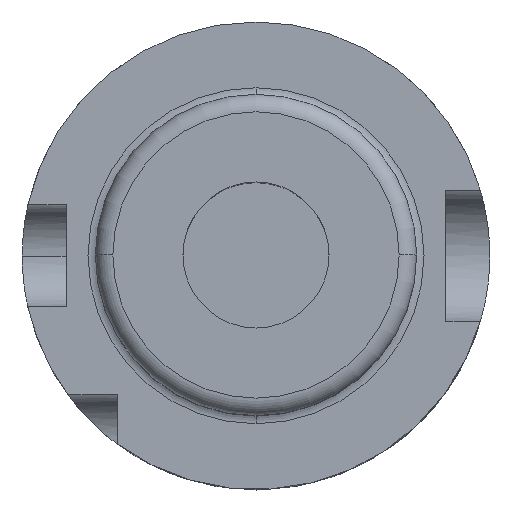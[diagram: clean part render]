
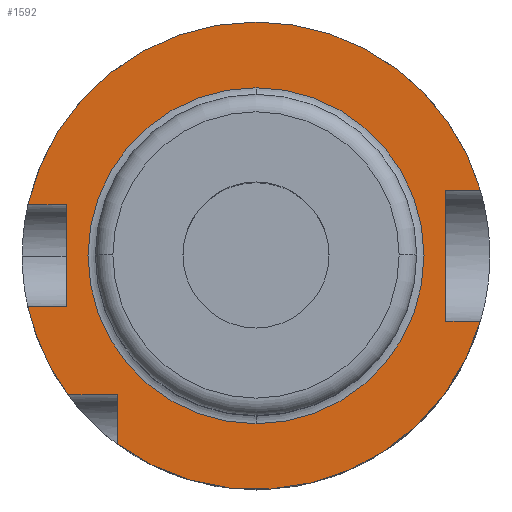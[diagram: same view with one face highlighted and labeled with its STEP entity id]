
A CAD part, top view. The second image highlights one B-rep face of the part: STEP entity #1592.
In plain terms, the highlighted planar face has unit normal (0, 0, 1).
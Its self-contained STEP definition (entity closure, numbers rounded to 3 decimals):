
#105 = CIRCLE ( 'NONE', #3302, 16. ) ;
#182 = CIRCLE ( 'NONE', #1412, 11.5 ) ;
#197 = EDGE_LOOP ( 'NONE', ( #2753, #1328, #3264, #3508, #2032, #310, #1398, #1333, #2339, #1232, #1898, #313 ) ) ;
#232 = CARTESIAN_POINT ( 'NONE',  ( 0., 0., 20. ) ) ;
#276 = EDGE_CURVE ( 'NONE', #2069, #2431, #1546, .T. ) ;
#278 = DIRECTION ( 'NONE',  ( 0., 0., -1. ) ) ;
#310 = ORIENTED_EDGE ( 'NONE', *, *, #3540, .T. ) ;
#313 = ORIENTED_EDGE ( 'NONE', *, *, #2612, .F. ) ;
#335 = VECTOR ( 'NONE', #2446, 1000. ) ;
#337 = CARTESIAN_POINT ( 'NONE',  ( -9.5, 16., 20. ) ) ;
#390 = VECTOR ( 'NONE', #3431, 1000. ) ;
#394 = DIRECTION ( 'NONE',  ( 0., -1., 0. ) ) ;
#420 = CIRCLE ( 'NONE', #3250, 16. ) ;
#622 = VERTEX_POINT ( 'NONE', #2172 ) ;
#623 = EDGE_CURVE ( 'NONE', #3219, #3135, #2749, .T. ) ;
#653 = DIRECTION ( 'NONE',  ( 1., 0., 0. ) ) ;
#658 = VECTOR ( 'NONE', #1963, 1000. ) ;
#677 = CARTESIAN_POINT ( 'NONE',  ( -23., 3.5, 20. ) ) ;
#694 = CIRCLE ( 'NONE', #1803, 16. ) ;
#729 = DIRECTION ( 'NONE',  ( 1., 0., 0. ) ) ;
#738 = EDGE_CURVE ( 'NONE', #1382, #3135, #3616, .T. ) ;
#790 = CARTESIAN_POINT ( 'NONE',  ( 0., 0., 20. ) ) ;
#906 = VERTEX_POINT ( 'NONE', #2916 ) ;
#957 = ORIENTED_EDGE ( 'NONE', *, *, #2712, .T. ) ;
#963 = CARTESIAN_POINT ( 'NONE',  ( 0., 0., 20. ) ) ;
#1023 = CARTESIAN_POINT ( 'NONE',  ( 0., 0., 20. ) ) ;
#1035 = CARTESIAN_POINT ( 'NONE',  ( -15.612, -3.5, 20. ) ) ;
#1043 = LINE ( 'NONE', #337, #3280 ) ;
#1056 = LINE ( 'NONE', #1109, #658 ) ;
#1063 = CARTESIAN_POINT ( 'NONE',  ( 0., 0., 20. ) ) ;
#1081 = CARTESIAN_POINT ( 'NONE',  ( 0., 11.5, 20. ) ) ;
#1109 = CARTESIAN_POINT ( 'NONE',  ( 0., -9.5, 20. ) ) ;
#1156 = CARTESIAN_POINT ( 'NONE',  ( 13., 4.5, 20. ) ) ;
#1161 = EDGE_CURVE ( 'NONE', #1690, #1514, #1056, .T. ) ;
#1184 = FACE_OUTER_BOUND ( 'NONE', #197, .T. ) ;
#1232 = ORIENTED_EDGE ( 'NONE', *, *, #738, .T. ) ;
#1328 = ORIENTED_EDGE ( 'NONE', *, *, #2656, .F. ) ;
#1333 = ORIENTED_EDGE ( 'NONE', *, *, #1380, .F. ) ;
#1367 = CARTESIAN_POINT ( 'NONE',  ( 13., -4.5, 20. ) ) ;
#1370 = DIRECTION ( 'NONE',  ( 0., 1., 0. ) ) ;
#1380 = EDGE_CURVE ( 'NONE', #3092, #622, #2797, .T. ) ;
#1382 = VERTEX_POINT ( 'NONE', #3024 ) ;
#1393 = VECTOR ( 'NONE', #729, 1000. ) ;
#1398 = ORIENTED_EDGE ( 'NONE', *, *, #2558, .F. ) ;
#1402 = VECTOR ( 'NONE', #2756, 1000. ) ;
#1412 = AXIS2_PLACEMENT_3D ( 'NONE', #232, #278, #3351 ) ;
#1414 = CARTESIAN_POINT ( 'NONE',  ( -13., -3.5, 20. ) ) ;
#1417 = VERTEX_POINT ( 'NONE', #3294 ) ;
#1450 = CARTESIAN_POINT ( 'NONE',  ( -12.874, -9.5, 20. ) ) ;
#1514 = VERTEX_POINT ( 'NONE', #1450 ) ;
#1539 = EDGE_CURVE ( 'NONE', #2444, #1417, #3379, .T. ) ;
#1546 = LINE ( 'NONE', #1156, #390 ) ;
#1592 = ADVANCED_FACE ( 'NONE', ( #1959, #1184 ), #2946, .T. ) ;
#1601 = AXIS2_PLACEMENT_3D ( 'NONE', #963, #2091, #3485 ) ;
#1612 = EDGE_CURVE ( 'NONE', #3092, #1382, #2621, .T. ) ;
#1624 = DIRECTION ( 'NONE',  ( 0., 0., -1. ) ) ;
#1673 = LINE ( 'NONE', #3143, #2908 ) ;
#1690 = VERTEX_POINT ( 'NONE', #2171 ) ;
#1691 = CARTESIAN_POINT ( 'NONE',  ( -23., -3.5, 20. ) ) ;
#1713 = DIRECTION ( 'NONE',  ( 1., 0., 0. ) ) ;
#1803 = AXIS2_PLACEMENT_3D ( 'NONE', #3240, #2117, #3542 ) ;
#1884 = AXIS2_PLACEMENT_3D ( 'NONE', #1063, #1624, #1370 ) ;
#1898 = ORIENTED_EDGE ( 'NONE', *, *, #623, .F. ) ;
#1959 = FACE_BOUND ( 'NONE', #3310, .T. ) ;
#1963 = DIRECTION ( 'NONE',  ( -1., 0., 0. ) ) ;
#2020 = CARTESIAN_POINT ( 'NONE',  ( -9.5, -12.874, 20. ) ) ;
#2032 = ORIENTED_EDGE ( 'NONE', *, *, #276, .F. ) ;
#2069 = VERTEX_POINT ( 'NONE', #2237 ) ;
#2091 = DIRECTION ( 'NONE',  ( 0., 0., -1. ) ) ;
#2107 = CARTESIAN_POINT ( 'NONE',  ( -15.612, 3.5, 20. ) ) ;
#2117 = DIRECTION ( 'NONE',  ( 0., 0., -1. ) ) ;
#2171 = CARTESIAN_POINT ( 'NONE',  ( -9.5, -9.5, 20. ) ) ;
#2172 = CARTESIAN_POINT ( 'NONE',  ( 0., 16., 20. ) ) ;
#2237 = CARTESIAN_POINT ( 'NONE',  ( 13., 4.5, 20. ) ) ;
#2251 = VERTEX_POINT ( 'NONE', #2891 ) ;
#2339 = ORIENTED_EDGE ( 'NONE', *, *, #1612, .T. ) ;
#2367 = EDGE_CURVE ( 'NONE', #2431, #906, #2736, .T. ) ;
#2431 = VERTEX_POINT ( 'NONE', #1367 ) ;
#2444 = VERTEX_POINT ( 'NONE', #1081 ) ;
#2446 = DIRECTION ( 'NONE',  ( 1., 0., 0. ) ) ;
#2558 = EDGE_CURVE ( 'NONE', #622, #2251, #420, .T. ) ;
#2575 = DIRECTION ( 'NONE',  ( 0., 1., 0. ) ) ;
#2612 = EDGE_CURVE ( 'NONE', #1514, #3219, #105, .T. ) ;
#2621 = LINE ( 'NONE', #677, #1393 ) ;
#2656 = EDGE_CURVE ( 'NONE', #3502, #1690, #1043, .T. ) ;
#2661 = DIRECTION ( 'NONE',  ( 0., 0., 1. ) ) ;
#2712 = EDGE_CURVE ( 'NONE', #1417, #2444, #182, .T. ) ;
#2725 = DIRECTION ( 'NONE',  ( 0., 0., -1. ) ) ;
#2736 = LINE ( 'NONE', #3023, #335 ) ;
#2749 = LINE ( 'NONE', #1691, #3203 ) ;
#2753 = ORIENTED_EDGE ( 'NONE', *, *, #1161, .F. ) ;
#2756 = DIRECTION ( 'NONE',  ( 0., -1., 0. ) ) ;
#2797 = CIRCLE ( 'NONE', #1884, 16. ) ;
#2891 = CARTESIAN_POINT ( 'NONE',  ( 15.354, 4.5, 20. ) ) ;
#2903 = EDGE_CURVE ( 'NONE', #906, #3502, #694, .T. ) ;
#2908 = VECTOR ( 'NONE', #653, 1000. ) ;
#2913 = CARTESIAN_POINT ( 'NONE',  ( -13., -3.5, 20. ) ) ;
#2916 = CARTESIAN_POINT ( 'NONE',  ( 15.354, -4.5, 20. ) ) ;
#2919 = AXIS2_PLACEMENT_3D ( 'NONE', #3199, #2661, #394 ) ;
#2946 = PLANE ( 'NONE',  #2919 ) ;
#2986 = DIRECTION ( 'NONE',  ( 0., 0., -1. ) ) ;
#3023 = CARTESIAN_POINT ( 'NONE',  ( 0., -4.5, 20. ) ) ;
#3024 = CARTESIAN_POINT ( 'NONE',  ( -13., 3.5, 20. ) ) ;
#3032 = DIRECTION ( 'NONE',  ( 0., 1., 0. ) ) ;
#3092 = VERTEX_POINT ( 'NONE', #2107 ) ;
#3135 = VERTEX_POINT ( 'NONE', #2913 ) ;
#3143 = CARTESIAN_POINT ( 'NONE',  ( 0., 4.5, 20. ) ) ;
#3199 = CARTESIAN_POINT ( 'NONE',  ( 0., 16., 20. ) ) ;
#3203 = VECTOR ( 'NONE', #1713, 1000. ) ;
#3219 = VERTEX_POINT ( 'NONE', #1035 ) ;
#3240 = CARTESIAN_POINT ( 'NONE',  ( 0., 0., 20. ) ) ;
#3250 = AXIS2_PLACEMENT_3D ( 'NONE', #1023, #2986, #3271 ) ;
#3264 = ORIENTED_EDGE ( 'NONE', *, *, #2903, .F. ) ;
#3271 = DIRECTION ( 'NONE',  ( 0., 1., 0. ) ) ;
#3280 = VECTOR ( 'NONE', #2575, 1000. ) ;
#3294 = CARTESIAN_POINT ( 'NONE',  ( 0., -11.5, 20. ) ) ;
#3302 = AXIS2_PLACEMENT_3D ( 'NONE', #790, #2725, #3032 ) ;
#3310 = EDGE_LOOP ( 'NONE', ( #957, #3357 ) ) ;
#3351 = DIRECTION ( 'NONE',  ( 0., -1., 0. ) ) ;
#3357 = ORIENTED_EDGE ( 'NONE', *, *, #1539, .T. ) ;
#3379 = CIRCLE ( 'NONE', #1601, 11.5 ) ;
#3431 = DIRECTION ( 'NONE',  ( 0., -1., 0. ) ) ;
#3485 = DIRECTION ( 'NONE',  ( 0., -1., 0. ) ) ;
#3502 = VERTEX_POINT ( 'NONE', #2020 ) ;
#3508 = ORIENTED_EDGE ( 'NONE', *, *, #2367, .F. ) ;
#3540 = EDGE_CURVE ( 'NONE', #2069, #2251, #1673, .T. ) ;
#3542 = DIRECTION ( 'NONE',  ( 0., 1., 0. ) ) ;
#3616 = LINE ( 'NONE', #1414, #1402 ) ;
